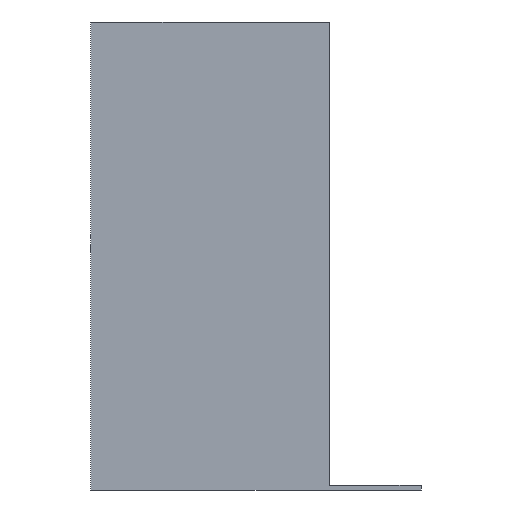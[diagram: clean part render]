
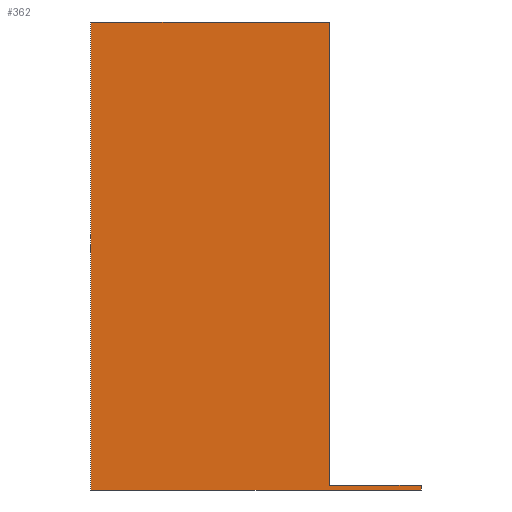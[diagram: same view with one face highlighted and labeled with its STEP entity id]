
A CAD part, front view. The second image highlights one B-rep face of the part: STEP entity #362.
In plain terms, the highlighted planar face has unit normal (0, -1, 0).
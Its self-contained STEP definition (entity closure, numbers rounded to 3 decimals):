
#16 = VERTEX_POINT ( 'NONE', #310 ) ;
#22 = EDGE_CURVE ( 'NONE', #219, #267, #199, .T. ) ;
#40 = AXIS2_PLACEMENT_3D ( 'NONE', #81, #257, #562 ) ;
#63 = ORIENTED_EDGE ( 'NONE', *, *, #22, .T. ) ;
#74 = CARTESIAN_POINT ( 'NONE',  ( 46., -101., 1. ) ) ;
#81 = CARTESIAN_POINT ( 'NONE',  ( -26., -101., 102. ) ) ;
#83 = VECTOR ( 'NONE', #372, 1000. ) ;
#91 = VECTOR ( 'NONE', #170, 1000. ) ;
#92 = CARTESIAN_POINT ( 'NONE',  ( -26., -101., 0. ) ) ;
#105 = LINE ( 'NONE', #158, #208 ) ;
#117 = DIRECTION ( 'NONE',  ( 0., 0., -1. ) ) ;
#158 = CARTESIAN_POINT ( 'NONE',  ( -26., -101., 102. ) ) ;
#170 = DIRECTION ( 'NONE',  ( -1., 0., 0. ) ) ;
#175 = VERTEX_POINT ( 'NONE', #455 ) ;
#199 = LINE ( 'NONE', #526, #91 ) ;
#208 = VECTOR ( 'NONE', #471, 1000. ) ;
#219 = VERTEX_POINT ( 'NONE', #74 ) ;
#220 = EDGE_LOOP ( 'NONE', ( #290, #437, #63, #532, #543, #548 ) ) ;
#229 = EDGE_CURVE ( 'NONE', #175, #501, #105, .T. ) ;
#244 = LINE ( 'NONE', #340, #445 ) ;
#257 = DIRECTION ( 'NONE',  ( 0., 1., 0. ) ) ;
#266 = EDGE_CURVE ( 'NONE', #501, #267, #244, .T. ) ;
#267 = VERTEX_POINT ( 'NONE', #426 ) ;
#290 = ORIENTED_EDGE ( 'NONE', *, *, #414, .T. ) ;
#310 = CARTESIAN_POINT ( 'NONE',  ( 46., -101., 0. ) ) ;
#333 = FACE_OUTER_BOUND ( 'NONE', #220, .T. ) ;
#340 = CARTESIAN_POINT ( 'NONE',  ( 26., -101., 102. ) ) ;
#362 = ADVANCED_FACE ( 'NONE', ( #333 ), #393, .F. ) ;
#365 = CARTESIAN_POINT ( 'NONE',  ( 46., -101., 0. ) ) ;
#370 = DIRECTION ( 'NONE',  ( 1., 0., 0. ) ) ;
#372 = DIRECTION ( 'NONE',  ( 0., 0., -1. ) ) ;
#373 = EDGE_CURVE ( 'NONE', #175, #502, #541, .T. ) ;
#393 = PLANE ( 'NONE',  #40 ) ;
#414 = EDGE_CURVE ( 'NONE', #502, #16, #480, .T. ) ;
#426 = CARTESIAN_POINT ( 'NONE',  ( 26., -101., 1. ) ) ;
#437 = ORIENTED_EDGE ( 'NONE', *, *, #466, .F. ) ;
#445 = VECTOR ( 'NONE', #117, 1000. ) ;
#450 = CARTESIAN_POINT ( 'NONE',  ( -26., -101., 102. ) ) ;
#455 = CARTESIAN_POINT ( 'NONE',  ( -26., -101., 102. ) ) ;
#465 = LINE ( 'NONE', #365, #559 ) ;
#466 = EDGE_CURVE ( 'NONE', #219, #16, #465, .T. ) ;
#471 = DIRECTION ( 'NONE',  ( 1., 0., 0. ) ) ;
#472 = CARTESIAN_POINT ( 'NONE',  ( 26., -101., 102. ) ) ;
#480 = LINE ( 'NONE', #92, #529 ) ;
#501 = VERTEX_POINT ( 'NONE', #472 ) ;
#502 = VERTEX_POINT ( 'NONE', #554 ) ;
#526 = CARTESIAN_POINT ( 'NONE',  ( 46., -101., 1. ) ) ;
#529 = VECTOR ( 'NONE', #370, 1000. ) ;
#532 = ORIENTED_EDGE ( 'NONE', *, *, #266, .F. ) ;
#538 = DIRECTION ( 'NONE',  ( 0., 0., -1. ) ) ;
#541 = LINE ( 'NONE', #450, #83 ) ;
#543 = ORIENTED_EDGE ( 'NONE', *, *, #229, .F. ) ;
#548 = ORIENTED_EDGE ( 'NONE', *, *, #373, .T. ) ;
#554 = CARTESIAN_POINT ( 'NONE',  ( -26., -101., 0. ) ) ;
#559 = VECTOR ( 'NONE', #538, 1000. ) ;
#562 = DIRECTION ( 'NONE',  ( 0., 0., 1. ) ) ;
